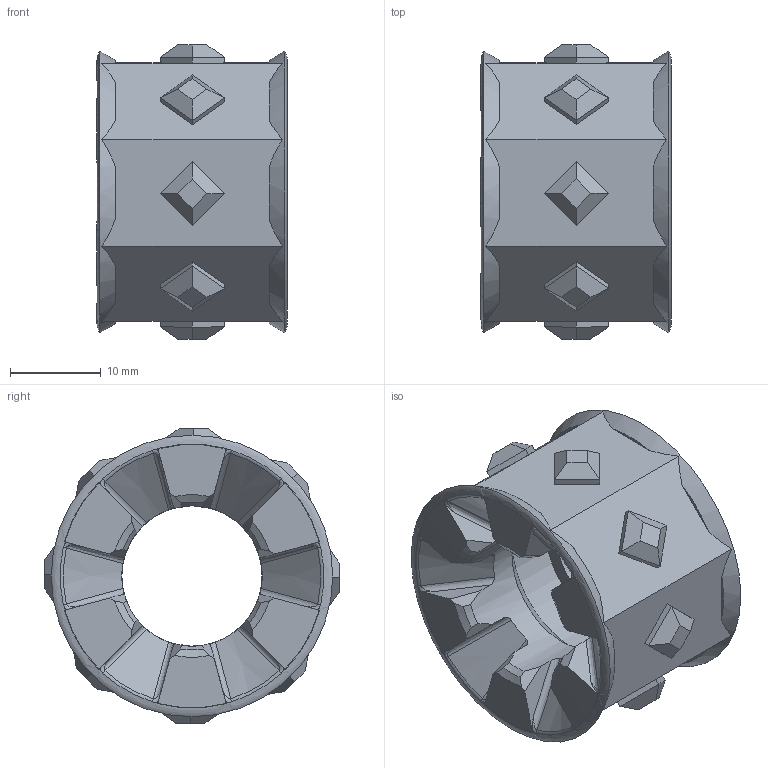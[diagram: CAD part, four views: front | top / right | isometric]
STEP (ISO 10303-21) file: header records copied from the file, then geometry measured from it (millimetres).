
FILE_DESCRIPTION(/* description */ ('STEP AP242','CAx-IF Rec.Pracs.---Representation and Presentation of Product Manufacturing Information (PMI)---4.0---2014-10-13','CAx-IF Rec.Pracs.---3D Tessellated Geometry---0.4---2014-09-14','2;1'),/* implementation_level */ '2;1');
FILE_NAME(/* name */ '64dd8707b8d6cf5b8b5bb164',/* time_stamp */ '2023-08-17T02:33:44Z',/* author */ (''),/* organization */ (''),/* preprocessor_version */ 'ST-DEVELOPER v19.4',/* originating_system */ ' ',/* authorisation */ ' ');
FILE_SCHEMA (('AP242_MANAGED_MODEL_BASED_3D_ENGINEERING_MIM_LF { 1 0 10303 442 1 1 4 }'));
Length unit declared in the file: metre
Products named in the file (1): V1 Rear Wheel
Bounding box: 21.04 x 32.52 x 32.52 mm (x, y, z)
Volume: 9500.1 mm3; surface area: 4626.1 mm2
Topology: 1 solids, 1 shells, 202 faces, 529 edges, 337 vertices
Faces by surface type: plane 122, bspline 36, cone 33, torus 8, cylinder 3
Full cylindrical faces by diameter (mm): 15.5 x2, 19 x1
Entity records: 9730 total; most frequent: CARTESIAN_POINT 5225, ORIENTED_EDGE 1032, DIRECTION 770, EDGE_CURVE 516, VERTEX_POINT 332, AXIS2_PLACEMENT_3D 269, LINE 232, VECTOR 232
